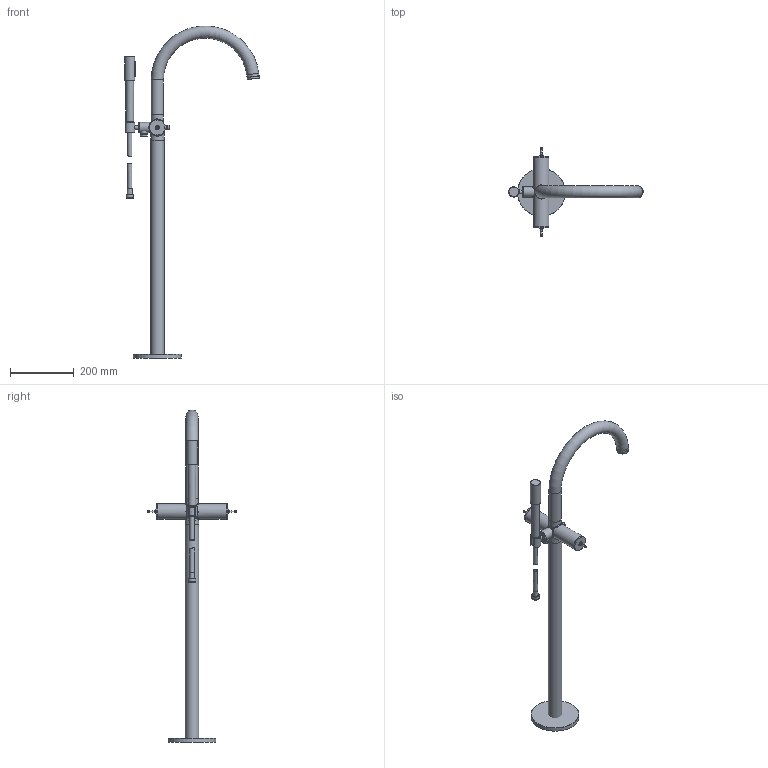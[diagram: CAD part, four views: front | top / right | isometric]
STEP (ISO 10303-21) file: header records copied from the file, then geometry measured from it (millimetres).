
FILE_DESCRIPTION(/* description */ ('Unknown'),/* implementation_level */ '2;1');
FILE_NAME(/* name */ '25227000',/* time_stamp */ '2022-10-27T07:30:09+02:00',/* author */ ('Unknown'),/* organization */ ('GROHE AG'),/* preprocessor_version */ 'ST-DEVELOPER v16.7',/* originating_system */ 'DEX',/* authorisation */ $);
FILE_SCHEMA (('AUTOMOTIVE_DESIGN {1 0 10303 214 3 1 1}'));
Length unit declared in the file: millimetre
Products named in the file (4): 25227000; id11; 50.9743.1_Standard; DOCUMENT
Assembly tree (3 placements, depth 2):
  25227000
    id11
    50.9743.1_Standard
    DOCUMENT
Bounding box: 421.85 x 277.8 x 1039.99 mm (x, y, z)
Volume: 211450.3 mm3; surface area: 289523.1 mm2
Topology: 1 solids, 56 shells, 287 faces, 1511 edges, 1230 vertices
Faces by surface type: cylinder 114, plane 94, torus 30, bspline 28, cone 20, sphere 1
Full cylindrical faces by diameter (mm): 2.5 x17, 3.5 x2, 5.5 x4, 6.55 x2, 10.8 x2, 12 x1, 13.8 x2, 14.7 x2, 15 x1, 18.4 x1, 18.5 x1, 19.9 x1, 20.96 x1, 22.6 x1, 23 x2, 24 x1, 31.95 x2, 32 x1, 38 x4, 42 x2, 48 x3
Entity records: 19145 total; most frequent: CARTESIAN_POINT 9119, ORIENTED_EDGE 1666, DIRECTION 1456, EDGE_CURVE 1359, VERTEX_POINT 1190, B_SPLINE_CURVE_WITH_KNOTS 725, AXIS2_PLACEMENT_3D 559, EDGE_LOOP 453
